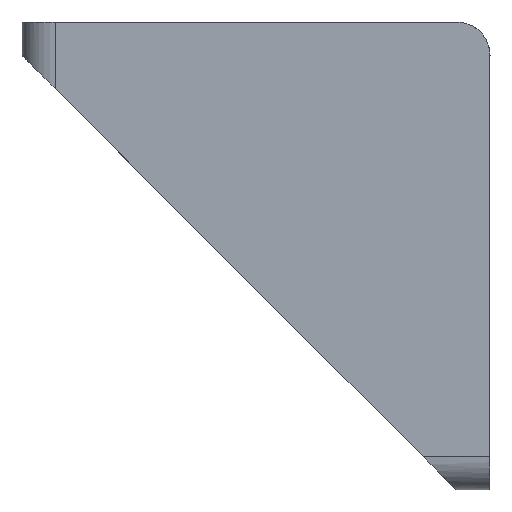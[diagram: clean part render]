
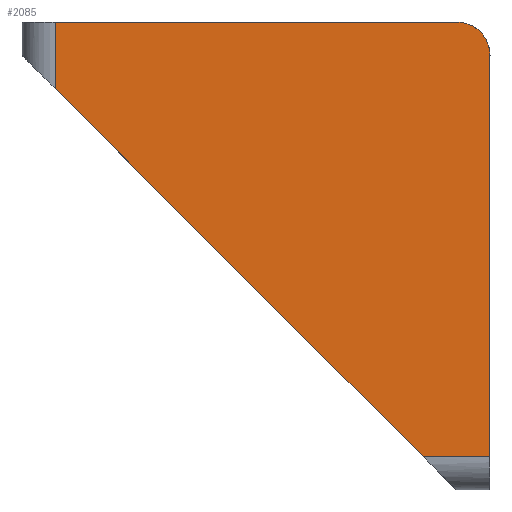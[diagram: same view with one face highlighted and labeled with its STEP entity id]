
A CAD part, left-side view. The second image highlights one B-rep face of the part: STEP entity #2085.
In plain terms, the highlighted planar face has unit normal (-1, 0, 0).
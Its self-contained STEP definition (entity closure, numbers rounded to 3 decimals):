
#191 = CYLINDRICAL_SURFACE('',#192,3.);
#192 = AXIS2_PLACEMENT_3D('',#193,#194,#195);
#193 = CARTESIAN_POINT('',(-150.,23.,307.));
#194 = DIRECTION('',(-1.,0.,0.));
#195 = DIRECTION('',(0.,0.,1.));
#219 = PLANE('',#220);
#220 = AXIS2_PLACEMENT_3D('',#221,#222,#223);
#221 = CARTESIAN_POINT('',(-150.,62.,310.));
#222 = DIRECTION('',(0.,0.,-1.));
#223 = DIRECTION('',(0.,1.,0.));
#1195 = VERTEX_POINT('',#1196);
#1196 = CARTESIAN_POINT('',(-170.,59.,310.));
#1215 = CYLINDRICAL_SURFACE('',#1216,3.);
#1216 = AXIS2_PLACEMENT_3D('',#1217,#1218,#1219);
#1217 = CARTESIAN_POINT('',(-167.,59.,307.));
#1218 = DIRECTION('',(0.,0.,1.));
#1219 = DIRECTION('',(0.,1.,0.));
#1227 = EDGE_CURVE('',#1195,#1228,#1230,.T.);
#1228 = VERTEX_POINT('',#1229);
#1229 = CARTESIAN_POINT('',(-170.,23.,310.));
#1230 = SURFACE_CURVE('',#1231,(#1235,#1242),.PCURVE_S1.);
#1231 = LINE('',#1232,#1233);
#1232 = CARTESIAN_POINT('',(-170.,62.,310.));
#1233 = VECTOR('',#1234,1.);
#1234 = DIRECTION('',(0.,-1.,0.));
#1235 = PCURVE('',#219,#1236);
#1236 = DEFINITIONAL_REPRESENTATION('',(#1237),#1241);
#1237 = LINE('',#1238,#1239);
#1238 = CARTESIAN_POINT('',(0.,-20.));
#1239 = VECTOR('',#1240,1.);
#1240 = DIRECTION('',(-1.,0.));
#1241 = ( GEOMETRIC_REPRESENTATION_CONTEXT(2) 
PARAMETRIC_REPRESENTATION_CONTEXT() REPRESENTATION_CONTEXT('2D SPACE',''
  ) );
#1242 = PCURVE('',#1243,#1248);
#1243 = PLANE('',#1244);
#1244 = AXIS2_PLACEMENT_3D('',#1245,#1246,#1247);
#1245 = CARTESIAN_POINT('',(-170.,35.525,294.475));
#1246 = DIRECTION('',(-1.,0.,0.));
#1247 = DIRECTION('',(0.,0.,-1.));
#1248 = DEFINITIONAL_REPRESENTATION('',(#1249),#1253);
#1249 = LINE('',#1250,#1251);
#1250 = CARTESIAN_POINT('',(-15.525,-26.475));
#1251 = VECTOR('',#1252,1.);
#1252 = DIRECTION('',(0.,1.));
#1253 = ( GEOMETRIC_REPRESENTATION_CONTEXT(2) 
PARAMETRIC_REPRESENTATION_CONTEXT() REPRESENTATION_CONTEXT('2D SPACE',''
  ) );
#1385 = PLANE('',#1386);
#1386 = AXIS2_PLACEMENT_3D('',#1387,#1388,#1389);
#1387 = CARTESIAN_POINT('',(-150.,20.,310.));
#1388 = DIRECTION('',(0.,-1.,0.));
#1389 = DIRECTION('',(-1.,0.,0.));
#1508 = VERTEX_POINT('',#1509);
#1509 = CARTESIAN_POINT('',(-170.,20.,307.));
#1530 = EDGE_CURVE('',#1228,#1508,#1531,.T.);
#1531 = SURFACE_CURVE('',#1532,(#1537,#1544),.PCURVE_S1.);
#1532 = CIRCLE('',#1533,3.);
#1533 = AXIS2_PLACEMENT_3D('',#1534,#1535,#1536);
#1534 = CARTESIAN_POINT('',(-170.,23.,307.));
#1535 = DIRECTION('',(1.,0.,0.));
#1536 = DIRECTION('',(0.,0.,-1.));
#1537 = PCURVE('',#191,#1538);
#1538 = DEFINITIONAL_REPRESENTATION('',(#1539),#1543);
#1539 = LINE('',#1540,#1541);
#1540 = CARTESIAN_POINT('',(3.142,20.));
#1541 = VECTOR('',#1542,1.);
#1542 = DIRECTION('',(-1.,0.));
#1543 = ( GEOMETRIC_REPRESENTATION_CONTEXT(2) 
PARAMETRIC_REPRESENTATION_CONTEXT() REPRESENTATION_CONTEXT('2D SPACE',''
  ) );
#1544 = PCURVE('',#1243,#1545);
#1545 = DEFINITIONAL_REPRESENTATION('',(#1546),#1554);
#1546 = ( BOUNDED_CURVE() B_SPLINE_CURVE(2,(#1547,#1548,#1549,#1550,
#1551,#1552,#1553),.UNSPECIFIED.,.F.,.F.) B_SPLINE_CURVE_WITH_KNOTS((1,2
    ,2,2,2,1),(-2.094,0.,2.094,4.189,
6.283,8.378),.UNSPECIFIED.) CURVE() 
GEOMETRIC_REPRESENTATION_ITEM() RATIONAL_B_SPLINE_CURVE((1.,0.5,1.,0.5,
1.,0.5,1.)) REPRESENTATION_ITEM('') );
#1547 = CARTESIAN_POINT('',(-9.525,12.525));
#1548 = CARTESIAN_POINT('',(-9.525,7.329));
#1549 = CARTESIAN_POINT('',(-14.025,9.927));
#1550 = CARTESIAN_POINT('',(-18.525,12.525));
#1551 = CARTESIAN_POINT('',(-14.025,15.123));
#1552 = CARTESIAN_POINT('',(-9.525,17.721));
#1553 = CARTESIAN_POINT('',(-9.525,12.525));
#1554 = ( GEOMETRIC_REPRESENTATION_CONTEXT(2) 
PARAMETRIC_REPRESENTATION_CONTEXT() REPRESENTATION_CONTEXT('2D SPACE',''
  ) );
#1769 = CYLINDRICAL_SURFACE('',#1770,3.);
#1770 = AXIS2_PLACEMENT_3D('',#1771,#1772,#1773);
#1771 = CARTESIAN_POINT('',(-167.,20.,271.));
#1772 = DIRECTION('',(0.,1.,0.));
#1773 = DIRECTION('',(-1.,0.,0.));
#2029 = VERTEX_POINT('',#2030);
#2030 = CARTESIAN_POINT('',(-170.,59.,304.));
#2051 = PLANE('',#2052);
#2052 = AXIS2_PLACEMENT_3D('',#2053,#2054,#2055);
#2053 = CARTESIAN_POINT('',(-170.,62.,307.));
#2054 = DIRECTION('',(0.,-0.707,0.707
    ));
#2055 = DIRECTION('',(0.,0.707,0.707)
  );
#2063 = EDGE_CURVE('',#2029,#1195,#2064,.T.);
#2064 = SURFACE_CURVE('',#2065,(#2069,#2076),.PCURVE_S1.);
#2065 = LINE('',#2066,#2067);
#2066 = CARTESIAN_POINT('',(-170.,59.,307.));
#2067 = VECTOR('',#2068,1.);
#2068 = DIRECTION('',(0.,0.,1.));
#2069 = PCURVE('',#1215,#2070);
#2070 = DEFINITIONAL_REPRESENTATION('',(#2071),#2075);
#2071 = LINE('',#2072,#2073);
#2072 = CARTESIAN_POINT('',(1.571,0.));
#2073 = VECTOR('',#2074,1.);
#2074 = DIRECTION('',(0.,1.));
#2075 = ( GEOMETRIC_REPRESENTATION_CONTEXT(2) 
PARAMETRIC_REPRESENTATION_CONTEXT() REPRESENTATION_CONTEXT('2D SPACE',''
  ) );
#2076 = PCURVE('',#1243,#2077);
#2077 = DEFINITIONAL_REPRESENTATION('',(#2078),#2082);
#2078 = LINE('',#2079,#2080);
#2079 = CARTESIAN_POINT('',(-12.525,-23.475));
#2080 = VECTOR('',#2081,1.);
#2081 = DIRECTION('',(-1.,0.));
#2082 = ( GEOMETRIC_REPRESENTATION_CONTEXT(2) 
PARAMETRIC_REPRESENTATION_CONTEXT() REPRESENTATION_CONTEXT('2D SPACE',''
  ) );
#2085 = ADVANCED_FACE('',(#2086),#1243,.T.);
#2086 = FACE_BOUND('',#2087,.F.);
#2087 = EDGE_LOOP('',(#2088,#2089,#2090,#2113,#2136,#2157));
#2088 = ORIENTED_EDGE('',*,*,#1227,.T.);
#2089 = ORIENTED_EDGE('',*,*,#1530,.T.);
#2090 = ORIENTED_EDGE('',*,*,#2091,.T.);
#2091 = EDGE_CURVE('',#1508,#2092,#2094,.T.);
#2092 = VERTEX_POINT('',#2093);
#2093 = CARTESIAN_POINT('',(-170.,20.,271.));
#2094 = SURFACE_CURVE('',#2095,(#2099,#2106),.PCURVE_S1.);
#2095 = LINE('',#2096,#2097);
#2096 = CARTESIAN_POINT('',(-170.,20.,310.));
#2097 = VECTOR('',#2098,1.);
#2098 = DIRECTION('',(0.,0.,-1.));
#2099 = PCURVE('',#1243,#2100);
#2100 = DEFINITIONAL_REPRESENTATION('',(#2101),#2105);
#2101 = LINE('',#2102,#2103);
#2102 = CARTESIAN_POINT('',(-15.525,15.525));
#2103 = VECTOR('',#2104,1.);
#2104 = DIRECTION('',(1.,0.));
#2105 = ( GEOMETRIC_REPRESENTATION_CONTEXT(2) 
PARAMETRIC_REPRESENTATION_CONTEXT() REPRESENTATION_CONTEXT('2D SPACE',''
  ) );
#2106 = PCURVE('',#1385,#2107);
#2107 = DEFINITIONAL_REPRESENTATION('',(#2108),#2112);
#2108 = LINE('',#2109,#2110);
#2109 = CARTESIAN_POINT('',(20.,0.));
#2110 = VECTOR('',#2111,1.);
#2111 = DIRECTION('',(0.,1.));
#2112 = ( GEOMETRIC_REPRESENTATION_CONTEXT(2) 
PARAMETRIC_REPRESENTATION_CONTEXT() REPRESENTATION_CONTEXT('2D SPACE',''
  ) );
#2113 = ORIENTED_EDGE('',*,*,#2114,.T.);
#2114 = EDGE_CURVE('',#2092,#2115,#2117,.T.);
#2115 = VERTEX_POINT('',#2116);
#2116 = CARTESIAN_POINT('',(-170.,26.,271.));
#2117 = SURFACE_CURVE('',#2118,(#2122,#2129),.PCURVE_S1.);
#2118 = LINE('',#2119,#2120);
#2119 = CARTESIAN_POINT('',(-170.,20.,271.));
#2120 = VECTOR('',#2121,1.);
#2121 = DIRECTION('',(0.,1.,0.));
#2122 = PCURVE('',#1243,#2123);
#2123 = DEFINITIONAL_REPRESENTATION('',(#2124),#2128);
#2124 = LINE('',#2125,#2126);
#2125 = CARTESIAN_POINT('',(23.475,15.525));
#2126 = VECTOR('',#2127,1.);
#2127 = DIRECTION('',(0.,-1.));
#2128 = ( GEOMETRIC_REPRESENTATION_CONTEXT(2) 
PARAMETRIC_REPRESENTATION_CONTEXT() REPRESENTATION_CONTEXT('2D SPACE',''
  ) );
#2129 = PCURVE('',#1769,#2130);
#2130 = DEFINITIONAL_REPRESENTATION('',(#2131),#2135);
#2131 = LINE('',#2132,#2133);
#2132 = CARTESIAN_POINT('',(0.,0.));
#2133 = VECTOR('',#2134,1.);
#2134 = DIRECTION('',(0.,1.));
#2135 = ( GEOMETRIC_REPRESENTATION_CONTEXT(2) 
PARAMETRIC_REPRESENTATION_CONTEXT() REPRESENTATION_CONTEXT('2D SPACE',''
  ) );
#2136 = ORIENTED_EDGE('',*,*,#2137,.F.);
#2137 = EDGE_CURVE('',#2029,#2115,#2138,.T.);
#2138 = SURFACE_CURVE('',#2139,(#2143,#2150),.PCURVE_S1.);
#2139 = LINE('',#2140,#2141);
#2140 = CARTESIAN_POINT('',(-170.,62.,307.));
#2141 = VECTOR('',#2142,1.);
#2142 = DIRECTION('',(0.,-0.707,
    -0.707));
#2143 = PCURVE('',#1243,#2144);
#2144 = DEFINITIONAL_REPRESENTATION('',(#2145),#2149);
#2145 = LINE('',#2146,#2147);
#2146 = CARTESIAN_POINT('',(-12.525,-26.475));
#2147 = VECTOR('',#2148,1.);
#2148 = DIRECTION('',(0.707,0.707));
#2149 = ( GEOMETRIC_REPRESENTATION_CONTEXT(2) 
PARAMETRIC_REPRESENTATION_CONTEXT() REPRESENTATION_CONTEXT('2D SPACE',''
  ) );
#2150 = PCURVE('',#2051,#2151);
#2151 = DEFINITIONAL_REPRESENTATION('',(#2152),#2156);
#2152 = LINE('',#2153,#2154);
#2153 = CARTESIAN_POINT('',(0.,0.));
#2154 = VECTOR('',#2155,1.);
#2155 = DIRECTION('',(-1.,0.));
#2156 = ( GEOMETRIC_REPRESENTATION_CONTEXT(2) 
PARAMETRIC_REPRESENTATION_CONTEXT() REPRESENTATION_CONTEXT('2D SPACE',''
  ) );
#2157 = ORIENTED_EDGE('',*,*,#2063,.T.);
